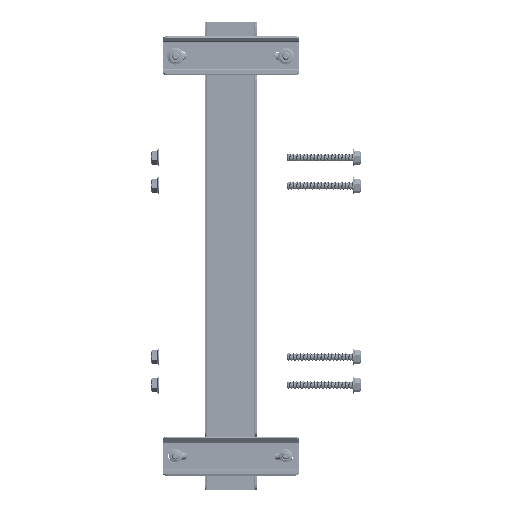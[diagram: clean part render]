
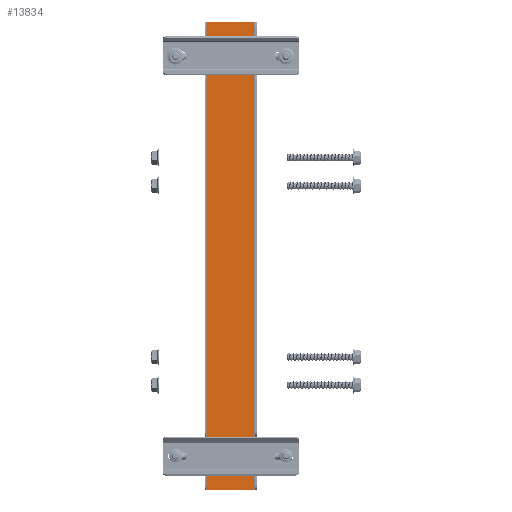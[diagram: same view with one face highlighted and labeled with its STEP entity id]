
A CAD part, top view. The second image highlights one B-rep face of the part: STEP entity #13834.
In plain terms, the highlighted planar face has unit normal (0, 0, 1).
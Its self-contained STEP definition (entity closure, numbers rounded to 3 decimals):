
#1159 = DIRECTION ( 'NONE',  ( 0., 0., -1. ) ) ;
#5051 = ORIENTED_EDGE ( 'NONE', *, *, #9606, .F. ) ;
#7082 = CARTESIAN_POINT ( 'NONE',  ( -25., 250., 1.5 ) ) ;
#9606 = EDGE_CURVE ( 'NONE', #17084, #20061, #23254, .T. ) ;
#11002 = VERTEX_POINT ( 'NONE', #21931 ) ;
#13834 = ADVANCED_FACE ( 'NONE', ( #34041 ), #27857, .F. ) ;
#14289 = CARTESIAN_POINT ( 'NONE',  ( 27.5, -250., 1.5 ) ) ;
#14439 = ORIENTED_EDGE ( 'NONE', *, *, #16672, .T. ) ;
#16672 = EDGE_CURVE ( 'NONE', #20810, #11002, #20716, .T. ) ;
#16912 = CARTESIAN_POINT ( 'NONE',  ( 25., -250., 1.5 ) ) ;
#16940 = AXIS2_PLACEMENT_3D ( 'NONE', #40926, #1159, #40070 ) ;
#17084 = VERTEX_POINT ( 'NONE', #36712 ) ;
#18456 = VECTOR ( 'NONE', #33106, 1000. ) ;
#19847 = ORIENTED_EDGE ( 'NONE', *, *, #24679, .T. ) ;
#20057 = CARTESIAN_POINT ( 'NONE',  ( 25., 250., 1.5 ) ) ;
#20061 = VERTEX_POINT ( 'NONE', #16912 ) ;
#20716 = LINE ( 'NONE', #21557, #40436 ) ;
#20810 = VERTEX_POINT ( 'NONE', #7082 ) ;
#21342 = DIRECTION ( 'NONE',  ( 0., -1., 0. ) ) ;
#21557 = CARTESIAN_POINT ( 'NONE',  ( -25., 250., 1.5 ) ) ;
#21931 = CARTESIAN_POINT ( 'NONE',  ( -25., -250., 1.5 ) ) ;
#23254 = LINE ( 'NONE', #20057, #18456 ) ;
#24679 = EDGE_CURVE ( 'NONE', #11002, #20061, #34766, .T. ) ;
#26008 = EDGE_CURVE ( 'NONE', #20810, #17084, #28325, .T. ) ;
#26910 = VECTOR ( 'NONE', #37154, 1000. ) ;
#27704 = CARTESIAN_POINT ( 'NONE',  ( 27.5, 250., 1.5 ) ) ;
#27857 = PLANE ( 'NONE',  #16940 ) ;
#28325 = LINE ( 'NONE', #27704, #31171 ) ;
#30284 = ORIENTED_EDGE ( 'NONE', *, *, #26008, .F. ) ;
#31171 = VECTOR ( 'NONE', #40778, 1000. ) ;
#33106 = DIRECTION ( 'NONE',  ( 0., -1., 0. ) ) ;
#34041 = FACE_OUTER_BOUND ( 'NONE', #40524, .T. ) ;
#34766 = LINE ( 'NONE', #14289, #26910 ) ;
#36712 = CARTESIAN_POINT ( 'NONE',  ( 25., 250., 1.5 ) ) ;
#37154 = DIRECTION ( 'NONE',  ( 1., 0., 0. ) ) ;
#40070 = DIRECTION ( 'NONE',  ( -1., 0., 0. ) ) ;
#40436 = VECTOR ( 'NONE', #21342, 1000. ) ;
#40524 = EDGE_LOOP ( 'NONE', ( #19847, #5051, #30284, #14439 ) ) ;
#40778 = DIRECTION ( 'NONE',  ( 1., 0., 0. ) ) ;
#40926 = CARTESIAN_POINT ( 'NONE',  ( 27.5, 250., 1.5 ) ) ;
